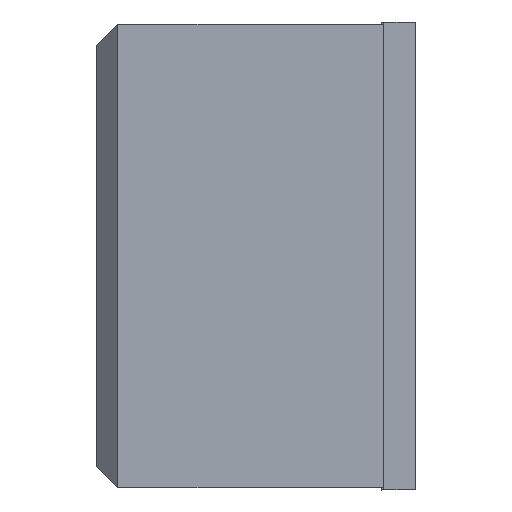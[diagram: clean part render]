
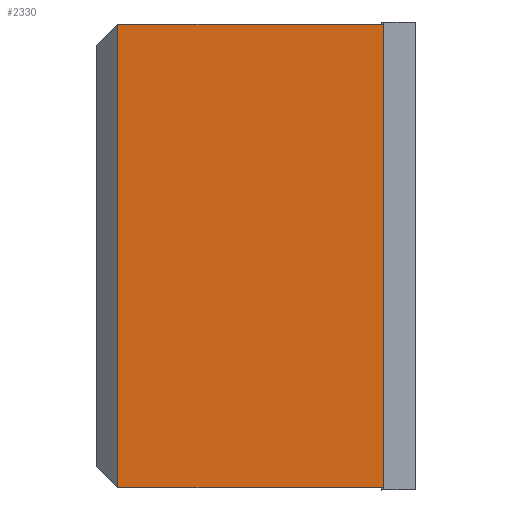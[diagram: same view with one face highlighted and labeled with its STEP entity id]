
A CAD part, left-side view. The second image highlights one B-rep face of the part: STEP entity #2330.
In plain terms, the highlighted planar face has unit normal (-1, 0, 0).
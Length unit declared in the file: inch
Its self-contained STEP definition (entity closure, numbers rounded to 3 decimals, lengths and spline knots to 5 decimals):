
#122 = CARTESIAN_POINT ( 'NONE',  ( 0.002, 0.28, -0.438 ) ) ;
#176 = VERTEX_POINT ( 'NONE', #122 ) ;
#186 = AXIS2_PLACEMENT_3D ( 'NONE', #2021, #2039, #1865 ) ;
#194 = CARTESIAN_POINT ( 'NONE',  ( 0.002, 0.3, -0.438 ) ) ;
#205 = ORIENTED_EDGE ( 'NONE', *, *, #2145, .T. ) ;
#207 = VECTOR ( 'NONE', #600, 39.37008 ) ;
#217 = DIRECTION ( 'NONE',  ( 0., -1., 0. ) ) ;
#380 = VECTOR ( 'NONE', #1559, 39.37008 ) ;
#430 = PLANE ( 'NONE',  #186 ) ;
#496 = CARTESIAN_POINT ( 'NONE',  ( 0.002, 0.03, -0.002 ) ) ;
#502 = LINE ( 'NONE', #194, #2499 ) ;
#506 = VERTEX_POINT ( 'NONE', #2037 ) ;
#600 = DIRECTION ( 'NONE',  ( 0., 0., 1. ) ) ;
#623 = CARTESIAN_POINT ( 'NONE',  ( 0.002, 0.03, -0.438 ) ) ;
#633 = LINE ( 'NONE', #2163, #1570 ) ;
#693 = LINE ( 'NONE', #2656, #207 ) ;
#817 = EDGE_CURVE ( 'NONE', #506, #1521, #1923, .T. ) ;
#987 = ORIENTED_EDGE ( 'NONE', *, *, #817, .F. ) ;
#1129 = CARTESIAN_POINT ( 'NONE',  ( 0.002, 0.3, -0.002 ) ) ;
#1181 = ORIENTED_EDGE ( 'NONE', *, *, #1583, .T. ) ;
#1278 = FACE_OUTER_BOUND ( 'NONE', #2640, .T. ) ;
#1346 = DIRECTION ( 'NONE',  ( 0., 0., -1. ) ) ;
#1521 = VERTEX_POINT ( 'NONE', #496 ) ;
#1559 = DIRECTION ( 'NONE',  ( 0., -1., 0. ) ) ;
#1570 = VECTOR ( 'NONE', #1346, 39.37008 ) ;
#1583 = EDGE_CURVE ( 'NONE', #506, #176, #633, .T. ) ;
#1695 = ORIENTED_EDGE ( 'NONE', *, *, #2295, .T. ) ;
#1865 = DIRECTION ( 'NONE',  ( 0., 0., -1. ) ) ;
#1923 = LINE ( 'NONE', #1129, #380 ) ;
#2021 = CARTESIAN_POINT ( 'NONE',  ( 0.002, 0.3, -0.438 ) ) ;
#2037 = CARTESIAN_POINT ( 'NONE',  ( 0.002, 0.28, -0.002 ) ) ;
#2039 = DIRECTION ( 'NONE',  ( 1., 0., 0. ) ) ;
#2145 = EDGE_CURVE ( 'NONE', #2311, #1521, #693, .T. ) ;
#2163 = CARTESIAN_POINT ( 'NONE',  ( 0.002, 0.28, -0.438 ) ) ;
#2295 = EDGE_CURVE ( 'NONE', #176, #2311, #502, .T. ) ;
#2311 = VERTEX_POINT ( 'NONE', #623 ) ;
#2330 = ADVANCED_FACE ( 'NONE', ( #1278 ), #430, .F. ) ;
#2499 = VECTOR ( 'NONE', #217, 39.37008 ) ;
#2640 = EDGE_LOOP ( 'NONE', ( #987, #1181, #1695, #205 ) ) ;
#2656 = CARTESIAN_POINT ( 'NONE',  ( 0.002, 0.03, -0.438 ) ) ;
